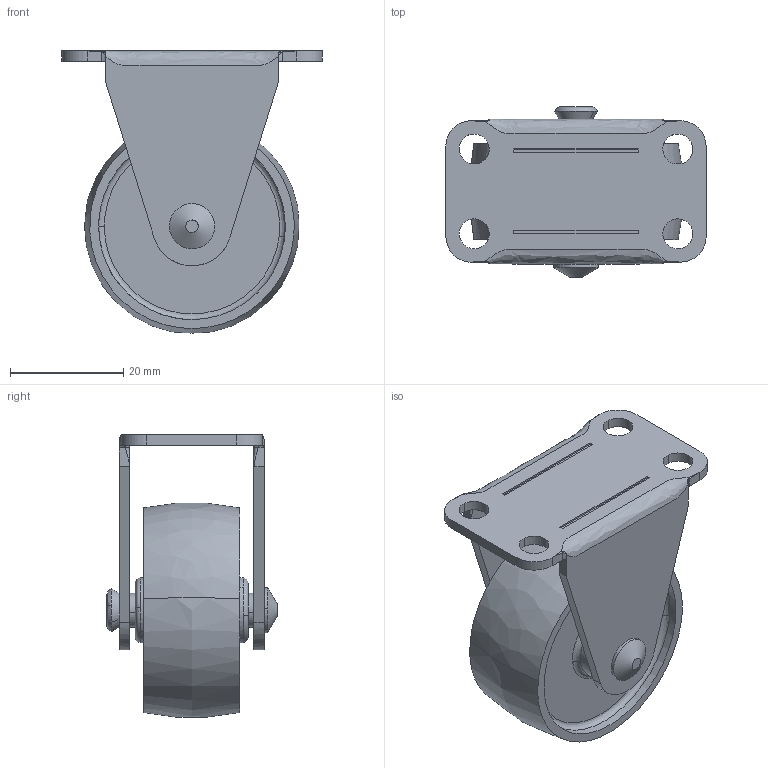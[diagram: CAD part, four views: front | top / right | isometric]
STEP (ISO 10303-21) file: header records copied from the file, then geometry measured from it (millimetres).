
FILE_DESCRIPTION((''),'2;1');
FILE_NAME('','2005-12-15T17:29:20',(''),(''),'','CADfix','');
FILE_SCHEMA(('AUTOMOTIVE_DESIGN'));
Length unit declared in the file: millimetre
Products named in the file (4): wheel; body; axle; No_420_R_C38_3_44_36
Assembly tree (3 placements, depth 2):
  No_420_R_C38_3_44_36
    wheel
    body
    axle
Bounding box: 46 x 30.1 x 49.9 mm (x, y, z)
Volume: 20086.6 mm3; surface area: 11369.3 mm2
Topology: 3 solids, 3 shells, 116 faces, 354 edges, 248 vertices
Faces by surface type: bspline 116
Entity records: 5216 total; most frequent: CARTESIAN_POINT 3230, ORIENTED_EDGE 700, EDGE_CURVE 350, VERTEX_POINT 248, EDGE_LOOP 138, FACE_OUTER_BOUND 116, ADVANCED_FACE 116, QUASI_UNIFORM_CURVE 110
